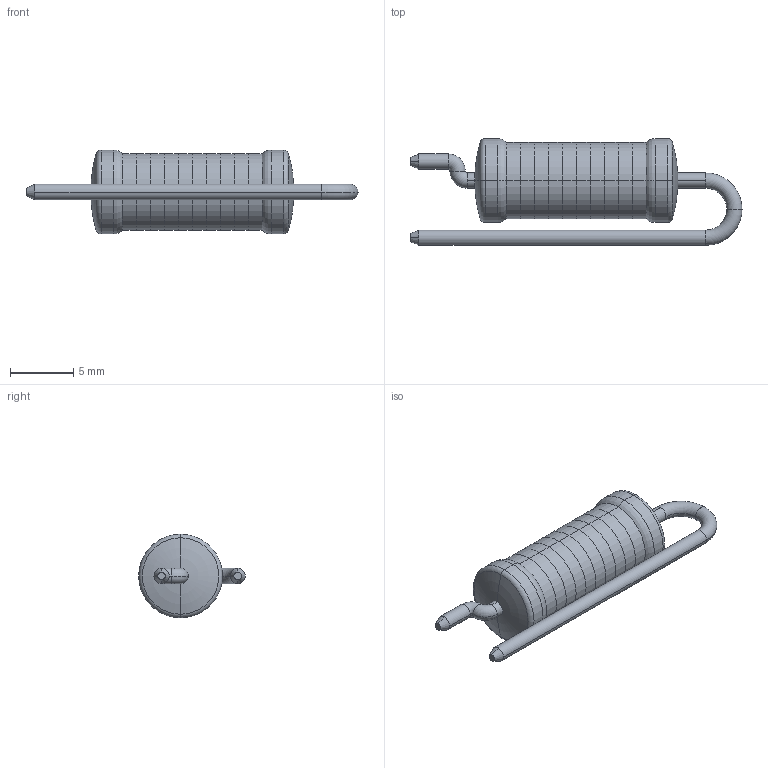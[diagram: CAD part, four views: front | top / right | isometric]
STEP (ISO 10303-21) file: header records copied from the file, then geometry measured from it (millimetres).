
FILE_DESCRIPTION (( 'STEP AP214' ), '1' );
FILE_NAME ('04B3C4D5-DC1B-4C82-9E33-A250E484E2B9.STEP', '2008-06-01T14:08:16', ( 'sysAdmin' ), ( 'SolidWorks' ), 'SwSTEP 2.0', 'SolidWorks 2008', '' );
FILE_SCHEMA (( 'AUTOMOTIVE_DESIGN' ));
Length unit declared in the file: millimetre
Products named in the file (1): 04B3C4D5-DC1B-4C82-9E33-A250E484E2B9
Bounding box: 26.15 x 8.4 x 6.6 mm (x, y, z)
Volume: 504.4 mm3; surface area: 501.6 mm2
Topology: 1 solids, 1 shells, 58 faces, 122 edges, 66 vertices
Faces by surface type: cylinder 32, torus 20, cone 4, plane 2
Entity records: 2205 total; most frequent: DIRECTION 326, CARTESIAN_POINT 247, ORIENTED_EDGE 244, AXIS2_PLACEMENT_3D 145, EDGE_CURVE 122, CIRCLE 86, VERTEX_POINT 66, UNCERTAINTY_MEASURE_WITH_UNIT 60
